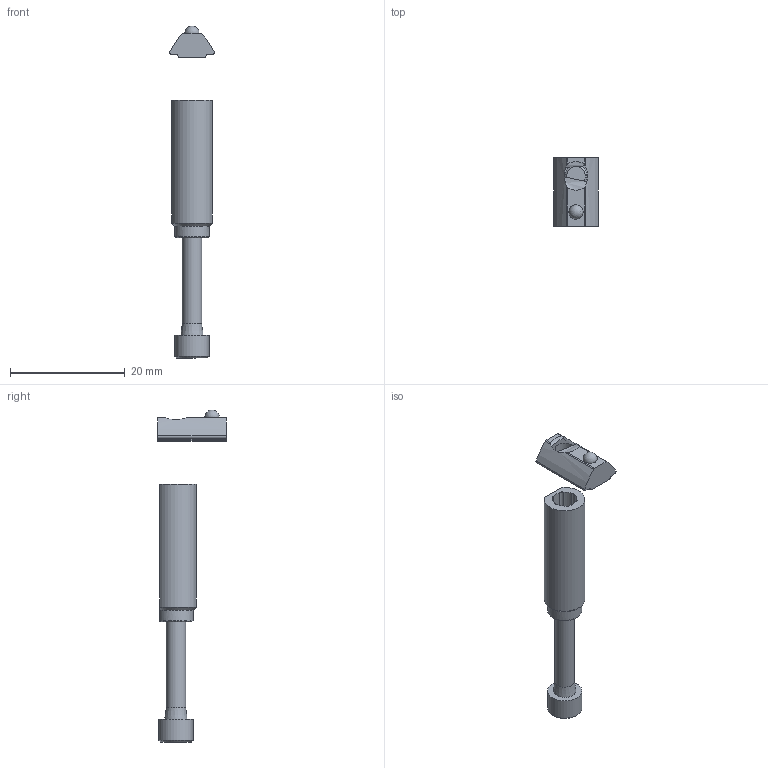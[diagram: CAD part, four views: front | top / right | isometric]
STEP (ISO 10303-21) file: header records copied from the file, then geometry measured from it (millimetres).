
FILE_DESCRIPTION(/* description */ (''),/* implementation_level */ '2;1');
FILE_NAME(/* name */ '1007680.stp',/* time_stamp */ '2024-05-06T14:22:18+02:00',/* author */ ('b.steehouwer'),/* organization */ (''),/* preprocessor_version */ 'ST-DEVELOPER v18.1',/* originating_system */ 'Autodesk Inventor 2021',/* authorisation */ '');
FILE_SCHEMA (('AUTOMOTIVE_DESIGN { 1 0 10303 214 3 1 1 }'));
Length unit declared in the file: millimetre
Products named in the file (6): 1007680; 1007680-1; 1007680-2; 1007680-5; 1007680-3; 1007680-4
Assembly tree (5 placements, depth 3):
  1007680
    1007680-1
    1007680-2
    1007680-5
      1007680-3
      1007680-4
Bounding box: 7.75 x 12 x 57.94 mm (x, y, z)
Volume: 1176.1 mm3; surface area: 1718.6 mm2
Topology: 4 solids, 4 shells, 77 faces, 200 edges, 129 vertices
Faces by surface type: cylinder 33, plane 33, cone 10, sphere 1
Full cylindrical faces by diameter (mm): 2.459 x1, 3 x1, 3.242 x1, 3.4 x1, 4 x1, 4.2 x1, 6 x1
Entity records: 2653 total; most frequent: CARTESIAN_POINT 477, DIRECTION 453, ORIENTED_EDGE 392, EDGE_CURVE 196, AXIS2_PLACEMENT_3D 179, VERTEX_POINT 129, LINE 95, VECTOR 95
